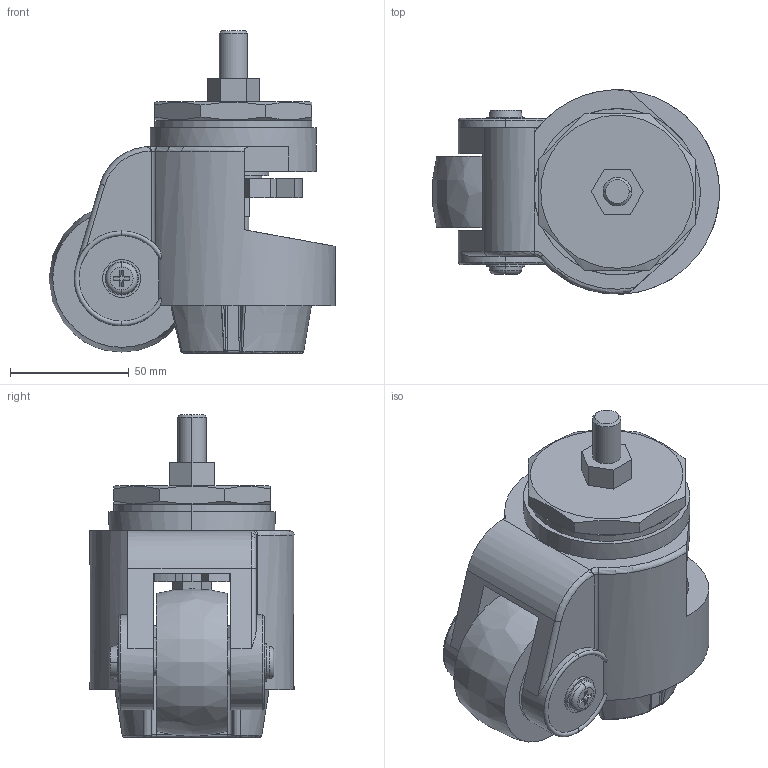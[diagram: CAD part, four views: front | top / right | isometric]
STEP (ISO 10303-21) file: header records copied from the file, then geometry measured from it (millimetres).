
FILE_DESCRIPTION (( 'STEP AP203' ), '1' );
FILE_NAME ('DX-80S.STEP', '2021-12-19T06:25:59', ( 'PC' ), ( 'Microsoft' ), 'SwSTEP 2.0', 'SolidWorks 2016', '' );
FILE_SCHEMA (( 'CONFIG_CONTROL_DESIGN' ));
Length unit declared in the file: millimetre
Products named in the file (1): DX-80S
Bounding box: 120.77 x 85.92 x 135.8 mm (x, y, z)
Volume: 452781.2 mm3; surface area: 89215.9 mm2
Topology: 1 solids, 2 shells, 425 faces, 1102 edges, 704 vertices
Faces by surface type: plane 183, cylinder 154, bspline 36, torus 25, cone 16, sphere 11
Entity records: 16304 total; most frequent: CARTESIAN_POINT 6088, ORIENTED_EDGE 2196, DIRECTION 2030, EDGE_CURVE 1098, AXIS2_PLACEMENT_3D 732, VERTEX_POINT 704, VECTOR 566, LINE 566
